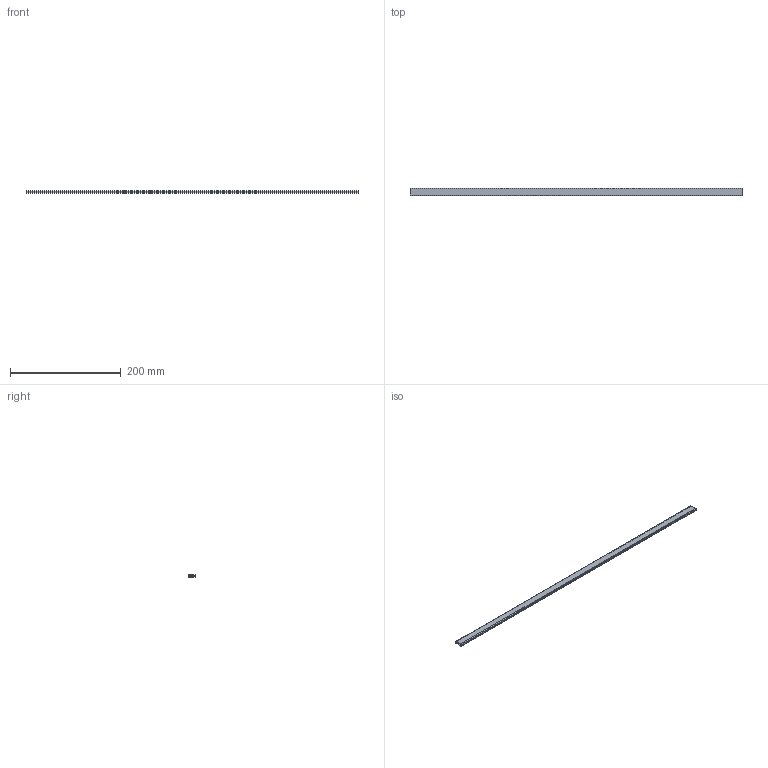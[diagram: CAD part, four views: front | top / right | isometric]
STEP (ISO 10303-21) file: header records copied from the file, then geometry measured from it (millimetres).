
FILE_DESCRIPTION(('CATIA V5 STEP Exchange','CAx-IF Rec.Pracs.--- Model Styling and Organization---1.4--- 2014-01-23'),'2;1');
FILE_NAME ('1514994-1_0', '2023-05-26T05:09:48+00:00', ('none'), ('Weidmueller'), 'CATIA Version 5-6 Release 2016 SP3 HF44', 'CATIA V5 STEP AP214', 'none');
FILE_SCHEMA(('AUTOMOTIVE_DESIGN { 1 0 10303 214 1 1 1 1 }'));
Length unit declared in the file: millimetre
Products named in the file (1): 2918930000
Bounding box: 600 x 13.6 x 5.16 mm (x, y, z)
Volume: 16790.1 mm3; surface area: 38994.1 mm2
Topology: 1 solids, 1 shells, 35 faces, 99 edges, 66 vertices
Faces by surface type: plane 19, cylinder 16
Entity records: 1141 total; most frequent: CARTESIAN_POINT 200, ORIENTED_EDGE 198, DIRECTION 167, EDGE_CURVE 99, AXIS2_PLACEMENT_3D 67, VECTOR 67, LINE 67, VERTEX_POINT 66
